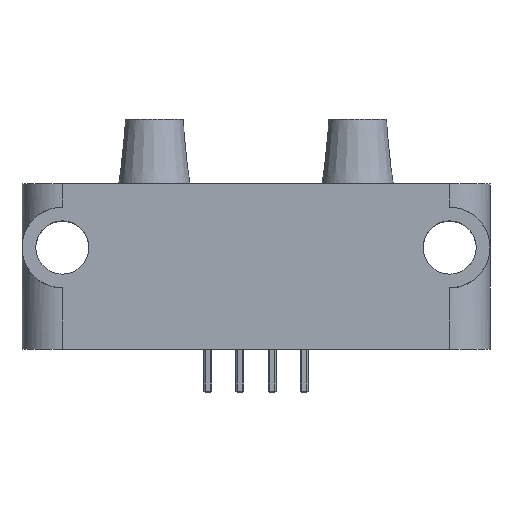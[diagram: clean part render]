
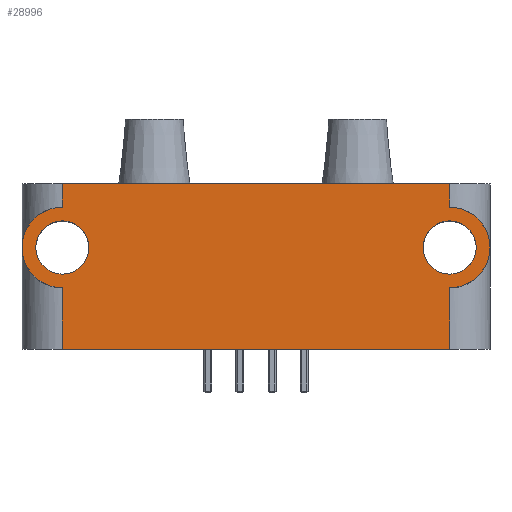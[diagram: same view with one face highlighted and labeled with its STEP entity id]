
A CAD part, top view. The second image highlights one B-rep face of the part: STEP entity #28996.
In plain terms, the highlighted planar face has unit normal (0, 0, 1).
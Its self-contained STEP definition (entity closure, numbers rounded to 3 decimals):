
#139 = DIRECTION ( 'NONE',  ( 1., 0., 0. ) ) ;
#1465 = VERTEX_POINT ( 'NONE', #13090 ) ;
#1974 = VECTOR ( 'NONE', #2026, 1000. ) ;
#2026 = DIRECTION ( 'NONE',  ( 0., -1., 0. ) ) ;
#2207 = CARTESIAN_POINT ( 'NONE',  ( 12., 0.33, 9. ) ) ;
#2500 = CARTESIAN_POINT ( 'NONE',  ( -12., 5.33, 9. ) ) ;
#2556 = VERTEX_POINT ( 'NONE', #2207 ) ;
#2578 = ORIENTED_EDGE ( 'NONE', *, *, #17502, .F. ) ;
#2709 = EDGE_LOOP ( 'NONE', ( #24588 ) ) ;
#3617 = CARTESIAN_POINT ( 'NONE',  ( -12., -3.47, 9. ) ) ;
#3821 = DIRECTION ( 'NONE',  ( 0., 0., 1. ) ) ;
#3945 = EDGE_CURVE ( 'NONE', #6739, #27357, #9344, .T. ) ;
#4575 = EDGE_CURVE ( 'NONE', #2556, #20627, #8800, .T. ) ;
#5761 = EDGE_CURVE ( 'NONE', #12140, #29873, #23001, .T. ) ;
#5796 = PLANE ( 'NONE',  #8113 ) ;
#6362 = DIRECTION ( 'NONE',  ( -1., 0., 0. ) ) ;
#6739 = VERTEX_POINT ( 'NONE', #3617 ) ;
#7146 = CARTESIAN_POINT ( 'NONE',  ( 12., 6.78, 9. ) ) ;
#7278 = CARTESIAN_POINT ( 'NONE',  ( 12., 2.83, 9. ) ) ;
#7730 = DIRECTION ( 'NONE',  ( 0., 1., 0. ) ) ;
#7829 = CIRCLE ( 'NONE', #20460, 2.5 ) ;
#8113 = AXIS2_PLACEMENT_3D ( 'NONE', #15095, #15400, #18591 ) ;
#8759 = EDGE_LOOP ( 'NONE', ( #2578, #29072, #18627, #23990, #26766, #10537, #21288, #27039 ) ) ;
#8800 = LINE ( 'NONE', #18407, #22268 ) ;
#8941 = VERTEX_POINT ( 'NONE', #9655 ) ;
#9039 = CARTESIAN_POINT ( 'NONE',  ( -12., 6.78, 9. ) ) ;
#9344 = LINE ( 'NONE', #9039, #13496 ) ;
#9484 = VERTEX_POINT ( 'NONE', #2500 ) ;
#9655 = CARTESIAN_POINT ( 'NONE',  ( -12., 6.78, 9. ) ) ;
#10202 = EDGE_CURVE ( 'NONE', #1465, #1465, #28136, .T. ) ;
#10537 = ORIENTED_EDGE ( 'NONE', *, *, #3945, .F. ) ;
#10540 = EDGE_CURVE ( 'NONE', #20627, #6739, #17823, .T. ) ;
#10711 = EDGE_LOOP ( 'NONE', ( #13898 ) ) ;
#10771 = VERTEX_POINT ( 'NONE', #15530 ) ;
#10959 = FACE_BOUND ( 'NONE', #10711, .T. ) ;
#12140 = VERTEX_POINT ( 'NONE', #23816 ) ;
#12966 = FACE_OUTER_BOUND ( 'NONE', #8759, .T. ) ;
#13090 = CARTESIAN_POINT ( 'NONE',  ( -10.35, 2.83, 9. ) ) ;
#13143 = AXIS2_PLACEMENT_3D ( 'NONE', #7278, #21132, #14170 ) ;
#13149 = DIRECTION ( 'NONE',  ( 1., 0., 0. ) ) ;
#13273 = LINE ( 'NONE', #28760, #23987 ) ;
#13275 = FACE_BOUND ( 'NONE', #2709, .T. ) ;
#13496 = VECTOR ( 'NONE', #27613, 1000. ) ;
#13505 = CARTESIAN_POINT ( 'NONE',  ( 12., 2.83, 9. ) ) ;
#13898 = ORIENTED_EDGE ( 'NONE', *, *, #15696, .F. ) ;
#14170 = DIRECTION ( 'NONE',  ( 1., 0., 0. ) ) ;
#15095 = CARTESIAN_POINT ( 'NONE',  ( -12., 6.78, 9. ) ) ;
#15400 = DIRECTION ( 'NONE',  ( 0., 0., -1. ) ) ;
#15530 = CARTESIAN_POINT ( 'NONE',  ( 13.65, 2.83, 9. ) ) ;
#15696 = EDGE_CURVE ( 'NONE', #10771, #10771, #19814, .T. ) ;
#16038 = VECTOR ( 'NONE', #7730, 1000. ) ;
#17502 = EDGE_CURVE ( 'NONE', #12140, #2556, #26219, .T. ) ;
#17677 = DIRECTION ( 'NONE',  ( 1., 0., 0. ) ) ;
#17823 = LINE ( 'NONE', #20372, #21742 ) ;
#17892 = CARTESIAN_POINT ( 'NONE',  ( -12., 6.78, 9. ) ) ;
#18319 = EDGE_CURVE ( 'NONE', #27357, #9484, #7829, .T. ) ;
#18407 = CARTESIAN_POINT ( 'NONE',  ( 12., 6.78, 9. ) ) ;
#18591 = DIRECTION ( 'NONE',  ( -1., 0., 0. ) ) ;
#18627 = ORIENTED_EDGE ( 'NONE', *, *, #18988, .F. ) ;
#18988 = EDGE_CURVE ( 'NONE', #8941, #29873, #13273, .T. ) ;
#19814 = CIRCLE ( 'NONE', #23270, 1.65 ) ;
#20372 = CARTESIAN_POINT ( 'NONE',  ( -12., -3.47, 9. ) ) ;
#20460 = AXIS2_PLACEMENT_3D ( 'NONE', #26002, #20982, #139 ) ;
#20627 = VERTEX_POINT ( 'NONE', #22312 ) ;
#20982 = DIRECTION ( 'NONE',  ( 0., 0., -1. ) ) ;
#21081 = DIRECTION ( 'NONE',  ( 0., 0., 1. ) ) ;
#21132 = DIRECTION ( 'NONE',  ( 0., 0., -1. ) ) ;
#21288 = ORIENTED_EDGE ( 'NONE', *, *, #10540, .F. ) ;
#21742 = VECTOR ( 'NONE', #6362, 1000. ) ;
#22268 = VECTOR ( 'NONE', #25541, 1000. ) ;
#22312 = CARTESIAN_POINT ( 'NONE',  ( 12., -3.47, 9. ) ) ;
#23001 = LINE ( 'NONE', #23895, #16038 ) ;
#23090 = DIRECTION ( 'NONE',  ( 1., 0., 0. ) ) ;
#23270 = AXIS2_PLACEMENT_3D ( 'NONE', #13505, #21081, #23090 ) ;
#23816 = CARTESIAN_POINT ( 'NONE',  ( 12., 5.33, 9. ) ) ;
#23895 = CARTESIAN_POINT ( 'NONE',  ( 12., 6.78, 9. ) ) ;
#23977 = EDGE_CURVE ( 'NONE', #8941, #9484, #24730, .T. ) ;
#23987 = VECTOR ( 'NONE', #17677, 1000. ) ;
#23990 = ORIENTED_EDGE ( 'NONE', *, *, #23977, .T. ) ;
#24588 = ORIENTED_EDGE ( 'NONE', *, *, #10202, .F. ) ;
#24730 = LINE ( 'NONE', #17892, #1974 ) ;
#24850 = CARTESIAN_POINT ( 'NONE',  ( -12., 2.83, 9. ) ) ;
#25541 = DIRECTION ( 'NONE',  ( 0., -1., 0. ) ) ;
#25977 = CARTESIAN_POINT ( 'NONE',  ( -12., 0.33, 9. ) ) ;
#26002 = CARTESIAN_POINT ( 'NONE',  ( -12., 2.83, 9. ) ) ;
#26219 = CIRCLE ( 'NONE', #13143, 2.5 ) ;
#26766 = ORIENTED_EDGE ( 'NONE', *, *, #18319, .F. ) ;
#27039 = ORIENTED_EDGE ( 'NONE', *, *, #4575, .F. ) ;
#27357 = VERTEX_POINT ( 'NONE', #25977 ) ;
#27613 = DIRECTION ( 'NONE',  ( 0., 1., 0. ) ) ;
#28136 = CIRCLE ( 'NONE', #29564, 1.65 ) ;
#28760 = CARTESIAN_POINT ( 'NONE',  ( 12., 6.78, 9. ) ) ;
#28996 = ADVANCED_FACE ( 'NONE', ( #12966, #10959, #13275 ), #5796, .F. ) ;
#29072 = ORIENTED_EDGE ( 'NONE', *, *, #5761, .T. ) ;
#29564 = AXIS2_PLACEMENT_3D ( 'NONE', #24850, #3821, #13149 ) ;
#29873 = VERTEX_POINT ( 'NONE', #7146 ) ;
